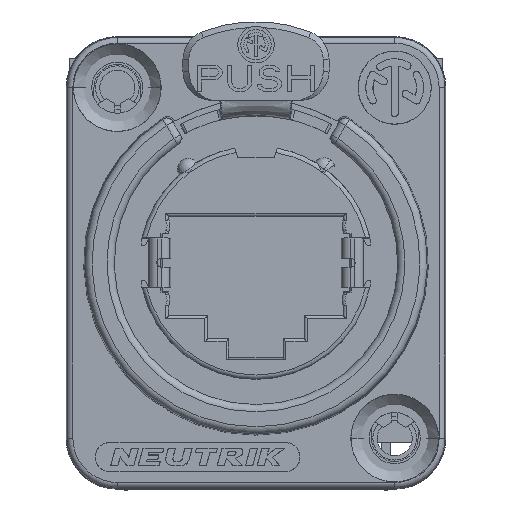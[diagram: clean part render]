
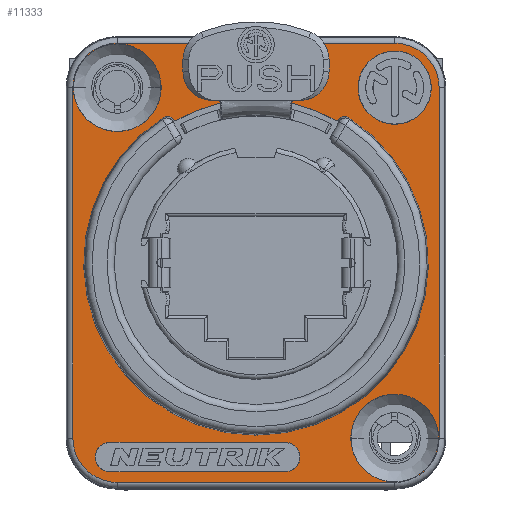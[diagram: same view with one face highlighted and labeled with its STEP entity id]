
A CAD part, top view. The second image highlights one B-rep face of the part: STEP entity #11333.
In plain terms, the highlighted planar face has unit normal (0, 0, 1).
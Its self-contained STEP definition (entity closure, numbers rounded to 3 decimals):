
#6109=CARTESIAN_POINT('',(-9.5,12.,0.9));
#6110=DIRECTION('',(0.,0.,1.));
#6111=DIRECTION('',(0.,1.,0.));
#6112=AXIS2_PLACEMENT_3D('',#6109,#6110,#6111);
#6114=DIRECTION('',(-1.,0.,0.));
#6115=VECTOR('',#6114,19.);
#6116=CARTESIAN_POINT('',(9.5,15.044,0.9));
#6117=LINE('',#6116,#6115);
#6118=CARTESIAN_POINT('',(9.5,12.,0.9));
#6119=DIRECTION('',(0.,0.,1.));
#6120=DIRECTION('',(1.,0.,0.));
#6121=AXIS2_PLACEMENT_3D('',#6118,#6119,#6120);
#6123=DIRECTION('',(0.,1.,0.));
#6124=VECTOR('',#6123,24.);
#6125=CARTESIAN_POINT('',(12.544,-12.,0.9));
#6126=LINE('',#6125,#6124);
#6127=CARTESIAN_POINT('',(9.5,-12.,0.9));
#6128=DIRECTION('',(0.,0.,1.));
#6129=DIRECTION('',(0.,-1.,0.));
#6130=AXIS2_PLACEMENT_3D('',#6127,#6128,#6129);
#6132=DIRECTION('',(1.,0.,0.));
#6133=VECTOR('',#6132,19.);
#6134=CARTESIAN_POINT('',(-9.5,-15.044,0.9));
#6135=LINE('',#6134,#6133);
#6136=CARTESIAN_POINT('',(-9.5,-12.,0.9));
#6137=DIRECTION('',(0.,0.,1.));
#6138=DIRECTION('',(-1.,0.,0.));
#6139=AXIS2_PLACEMENT_3D('',#6136,#6137,#6138);
#6141=DIRECTION('',(0.,-1.,0.));
#6142=VECTOR('',#6141,24.);
#6143=CARTESIAN_POINT('',(-12.544,12.,0.9));
#6144=LINE('',#6143,#6142);
#6145=CARTESIAN_POINT('',(-10.,-13.3,0.9));
#6146=DIRECTION('',(0.,0.,1.));
#6147=DIRECTION('',(0.,1.,0.));
#6148=AXIS2_PLACEMENT_3D('',#6145,#6146,#6147);
#6150=DIRECTION('',(1.,0.,0.));
#6151=VECTOR('',#6150,12.);
#6152=CARTESIAN_POINT('',(-10.,-14.31,0.9));
#6153=LINE('',#6152,#6151);
#6154=CARTESIAN_POINT('',(2.,-13.3,0.9));
#6155=DIRECTION('',(0.,0.,1.));
#6156=DIRECTION('',(0.,-1.,0.));
#6157=AXIS2_PLACEMENT_3D('',#6154,#6155,#6156);
#6159=DIRECTION('',(-1.,0.,0.));
#6160=VECTOR('',#6159,12.);
#6161=CARTESIAN_POINT('',(2.,-12.29,0.9));
#6162=LINE('',#6161,#6160);
#6163=CARTESIAN_POINT('',(9.5,12.,0.9));
#6164=DIRECTION('',(0.,0.,1.));
#6165=DIRECTION('',(1.,0.,0.));
#6166=AXIS2_PLACEMENT_3D('',#6163,#6164,#6165);
#6168=CARTESIAN_POINT('',(9.5,12.,0.9));
#6169=DIRECTION('',(0.,0.,1.));
#6170=DIRECTION('',(-1.,0.,0.));
#6171=AXIS2_PLACEMENT_3D('',#6168,#6169,#6170);
#6173=CARTESIAN_POINT('',(-9.5,12.,0.9));
#6174=DIRECTION('',(0.,0.,1.));
#6175=DIRECTION('',(-1.,0.,0.));
#6176=AXIS2_PLACEMENT_3D('',#6173,#6174,#6175);
#6178=CARTESIAN_POINT('',(-9.5,12.,0.9));
#6179=DIRECTION('',(0.,0.,1.));
#6180=DIRECTION('',(1.,0.,0.));
#6181=AXIS2_PLACEMENT_3D('',#6178,#6179,#6180);
#6183=CARTESIAN_POINT('',(9.5,-12.,0.9));
#6184=DIRECTION('',(0.,0.,1.));
#6185=DIRECTION('',(-1.,0.,0.));
#6186=AXIS2_PLACEMENT_3D('',#6183,#6184,#6185);
#6188=CARTESIAN_POINT('',(9.5,-12.,0.9));
#6189=DIRECTION('',(0.,0.,1.));
#6190=DIRECTION('',(1.,0.,0.));
#6191=AXIS2_PLACEMENT_3D('',#6188,#6189,#6190);
#6193=DIRECTION('',(-0.5,0.866,0.));
#6194=VECTOR('',#6193,0.09);
#6195=CARTESIAN_POINT('',(-5.6,9.699,0.9));
#6196=LINE('',#6195,#6194);
#6197=CARTESIAN_POINT('',(0.,0.,0.9));
#6198=DIRECTION('',(0.,0.,1.));
#6199=DIRECTION('',(-0.538,0.843,0.));
#6200=AXIS2_PLACEMENT_3D('',#6197,#6198,#6199);
#6202=DIRECTION('',(-0.5,-0.866,0.));
#6203=VECTOR('',#6202,0.09);
#6204=CARTESIAN_POINT('',(5.645,9.777,0.9));
#6205=LINE('',#6204,#6203);
#6206=CARTESIAN_POINT('',(0.,0.,0.9));
#6207=DIRECTION('',(0.,0.,1.));
#6208=DIRECTION('',(0.5,0.866,0.));
#6209=AXIS2_PLACEMENT_3D('',#6206,#6207,#6208);
#7635=CARTESIAN_POINT('',(-5.645,9.777,
0.9));
#7652=CARTESIAN_POINT('',(-6.346,9.948,
0.9));
#7653=CARTESIAN_POINT('',(-6.308,9.973,
0.9));
#7654=CARTESIAN_POINT('',(-6.228,10.01,
0.9));
#7655=CARTESIAN_POINT('',(-6.089,10.033,
0.9));
#7656=CARTESIAN_POINT('',(-5.953,10.017,0.9));
#7657=CARTESIAN_POINT('',(-5.829,9.968,
0.9));
#7658=CARTESIAN_POINT('',(-5.72,9.885,
0.9));
#7659=CARTESIAN_POINT('',(-5.667,9.816,
0.9));
#7660=CARTESIAN_POINT('',(-5.645,9.777,
0.9));
#7687=CARTESIAN_POINT('',(6.346,9.948,0.9));
#7694=CARTESIAN_POINT('',(-6.346,9.948,
0.9));
#7696=CARTESIAN_POINT('',(5.645,9.777,0.9));
#7697=CARTESIAN_POINT('',(5.667,9.816,0.9));
#7698=CARTESIAN_POINT('',(5.72,9.885,0.9));
#7699=CARTESIAN_POINT('',(5.832,9.97,0.9));
#7700=CARTESIAN_POINT('',(5.957,10.018,0.9));
#7701=CARTESIAN_POINT('',(6.091,10.033,0.9));
#7702=CARTESIAN_POINT('',(6.229,10.009,0.9));
#7703=CARTESIAN_POINT('',(6.308,9.972,0.9));
#7704=CARTESIAN_POINT('',(6.346,9.948,0.9));
#8132=CARTESIAN_POINT('',(5.645,9.777,0.9));
#9046=CARTESIAN_POINT('',(5.6,9.699,0.9));
#9047=CARTESIAN_POINT('',(-5.6,9.699,0.9));
#9048=VERTEX_POINT('',#9046);
#9049=VERTEX_POINT('',#9047);
#9054=CARTESIAN_POINT('',(-12.507,12.,0.9));
#9055=VERTEX_POINT('',#9054);
#9056=CARTESIAN_POINT('',(-6.493,12.,0.9));
#9057=VERTEX_POINT('',#9056);
#9062=CARTESIAN_POINT('',(6.493,-12.,0.9));
#9063=VERTEX_POINT('',#9062);
#9064=CARTESIAN_POINT('',(12.507,-12.,0.9));
#9065=VERTEX_POINT('',#9064);
#9074=CARTESIAN_POINT('',(-10.,-12.29,0.9));
#9075=VERTEX_POINT('',#9074);
#9076=CARTESIAN_POINT('',(-10.,-14.31,0.9));
#9077=VERTEX_POINT('',#9076);
#9078=CARTESIAN_POINT('',(2.,-14.31,0.9));
#9079=VERTEX_POINT('',#9078);
#9080=CARTESIAN_POINT('',(2.,-12.29,0.9));
#9081=VERTEX_POINT('',#9080);
#9086=CARTESIAN_POINT('',(12.01,12.,0.9));
#9087=VERTEX_POINT('',#9086);
#9088=CARTESIAN_POINT('',(6.99,12.,0.9));
#9089=VERTEX_POINT('',#9088);
#9666=CARTESIAN_POINT('',(-9.5,15.044,0.9));
#9667=CARTESIAN_POINT('',(-12.544,12.,0.9));
#9668=VERTEX_POINT('',#9666);
#9669=VERTEX_POINT('',#9667);
#9674=CARTESIAN_POINT('',(-12.544,-12.,0.9));
#9675=VERTEX_POINT('',#9674);
#9678=CARTESIAN_POINT('',(-9.5,-15.044,0.9));
#9679=VERTEX_POINT('',#9678);
#9682=CARTESIAN_POINT('',(9.5,-15.044,0.9));
#9683=VERTEX_POINT('',#9682);
#9686=CARTESIAN_POINT('',(12.544,-12.,0.9));
#9687=VERTEX_POINT('',#9686);
#9690=CARTESIAN_POINT('',(12.544,12.,0.9));
#9691=VERTEX_POINT('',#9690);
#9694=CARTESIAN_POINT('',(9.5,15.044,0.9));
#9695=VERTEX_POINT('',#9694);
#9727=VERTEX_POINT('',#7635);
#9728=VERTEX_POINT('',#7694);
#9730=VERTEX_POINT('',#7687);
#9732=VERTEX_POINT('',#8132);
#11269=CARTESIAN_POINT('',(0.,0.,0.9));
#11270=DIRECTION('',(0.,0.,1.));
#11271=DIRECTION('',(1.,0.,0.));
#11272=AXIS2_PLACEMENT_3D('',#11269,#11270,#11271);
#11273=PLANE('',#11272);
#11275=ORIENTED_EDGE('',*,*,#11274,.F.);
#11277=ORIENTED_EDGE('',*,*,#11276,.F.);
#11279=ORIENTED_EDGE('',*,*,#11278,.F.);
#11281=ORIENTED_EDGE('',*,*,#11280,.F.);
#11283=ORIENTED_EDGE('',*,*,#11282,.F.);
#11284=ORIENTED_EDGE('',*,*,#11259,.F.);
#11286=ORIENTED_EDGE('',*,*,#11285,.F.);
#11288=ORIENTED_EDGE('',*,*,#11287,.F.);
#11289=EDGE_LOOP('',(#11275,#11277,#11279,#11281,#11283,#11284,#11286,#11288));
#11290=FACE_OUTER_BOUND('',#11289,.F.);
#11292=ORIENTED_EDGE('',*,*,#11291,.T.);
#11294=ORIENTED_EDGE('',*,*,#11293,.T.);
#11296=ORIENTED_EDGE('',*,*,#11295,.T.);
#11298=ORIENTED_EDGE('',*,*,#11297,.T.);
#11299=EDGE_LOOP('',(#11292,#11294,#11296,#11298));
#11300=FACE_BOUND('',#11299,.F.);
#11302=ORIENTED_EDGE('',*,*,#11301,.T.);
#11304=ORIENTED_EDGE('',*,*,#11303,.T.);
#11305=EDGE_LOOP('',(#11302,#11304));
#11306=FACE_BOUND('',#11305,.F.);
#11308=ORIENTED_EDGE('',*,*,#11307,.T.);
#11310=ORIENTED_EDGE('',*,*,#11309,.T.);
#11311=EDGE_LOOP('',(#11308,#11310));
#11312=FACE_BOUND('',#11311,.F.);
#11314=ORIENTED_EDGE('',*,*,#11313,.T.);
#11316=ORIENTED_EDGE('',*,*,#11315,.T.);
#11317=EDGE_LOOP('',(#11314,#11316));
#11318=FACE_BOUND('',#11317,.F.);
#11320=ORIENTED_EDGE('',*,*,#11319,.T.);
#11322=ORIENTED_EDGE('',*,*,#11321,.F.);
#11324=ORIENTED_EDGE('',*,*,#11323,.T.);
#11326=ORIENTED_EDGE('',*,*,#11325,.F.);
#11328=ORIENTED_EDGE('',*,*,#11327,.T.);
#11330=ORIENTED_EDGE('',*,*,#11329,.T.);
#11331=EDGE_LOOP('',(#11320,#11322,#11324,#11326,#11328,#11330));
#11332=FACE_BOUND('',#11331,.F.);
#11333=ADVANCED_FACE('',(#11290,#11300,#11306,#11312,#11318,#11332),#11273,.T.);
#6113=CIRCLE('',#6112,3.044);
#6122=CIRCLE('',#6121,3.044);
#6131=CIRCLE('',#6130,3.044);
#6140=CIRCLE('',#6139,3.044);
#6149=CIRCLE('',#6148,1.01);
#6158=CIRCLE('',#6157,1.01);
#6167=CIRCLE('',#6166,2.51);
#6172=CIRCLE('',#6171,2.51);
#6177=CIRCLE('',#6176,3.007);
#6182=CIRCLE('',#6181,3.007);
#6187=CIRCLE('',#6186,3.007);
#6192=CIRCLE('',#6191,3.007);
#6201=CIRCLE('',#6200,11.8);
#6210=CIRCLE('',#6209,11.2);
#7661=B_SPLINE_CURVE_WITH_KNOTS('',3,(#7652,#7653,#7654,#7655,#7656,#7657,#7658,
#7659,#7660),.UNSPECIFIED.,.F.,.F.,(4,1,1,1,1,1,4),(0.,0.167,
0.333,0.5,0.667,0.833,1.),
.UNSPECIFIED.);
#7705=B_SPLINE_CURVE_WITH_KNOTS('',3,(#7696,#7697,#7698,#7699,#7700,#7701,#7702,
#7703,#7704),.UNSPECIFIED.,.F.,.F.,(4,1,1,1,1,1,4),(0.,0.167,
0.333,0.5,0.667,0.833,1.),
.UNSPECIFIED.);
#11259=EDGE_CURVE('',#9679,#9683,#6135,.T.);
#11274=EDGE_CURVE('',#9668,#9669,#6113,.T.);
#11276=EDGE_CURVE('',#9695,#9668,#6117,.T.);
#11278=EDGE_CURVE('',#9691,#9695,#6122,.T.);
#11280=EDGE_CURVE('',#9687,#9691,#6126,.T.);
#11282=EDGE_CURVE('',#9683,#9687,#6131,.T.);
#11285=EDGE_CURVE('',#9675,#9679,#6140,.T.);
#11287=EDGE_CURVE('',#9669,#9675,#6144,.T.);
#11291=EDGE_CURVE('',#9075,#9077,#6149,.T.);
#11293=EDGE_CURVE('',#9077,#9079,#6153,.T.);
#11295=EDGE_CURVE('',#9079,#9081,#6158,.T.);
#11297=EDGE_CURVE('',#9081,#9075,#6162,.T.);
#11301=EDGE_CURVE('',#9087,#9089,#6167,.T.);
#11303=EDGE_CURVE('',#9089,#9087,#6172,.T.);
#11307=EDGE_CURVE('',#9055,#9057,#6177,.T.);
#11309=EDGE_CURVE('',#9057,#9055,#6182,.T.);
#11313=EDGE_CURVE('',#9063,#9065,#6187,.T.);
#11315=EDGE_CURVE('',#9065,#9063,#6192,.T.);
#11319=EDGE_CURVE('',#9049,#9727,#6196,.T.);
#11321=EDGE_CURVE('',#9728,#9727,#7661,.T.);
#11323=EDGE_CURVE('',#9728,#9730,#6201,.T.);
#11325=EDGE_CURVE('',#9732,#9730,#7705,.T.);
#11327=EDGE_CURVE('',#9732,#9048,#6205,.T.);
#11329=EDGE_CURVE('',#9048,#9049,#6210,.T.);
